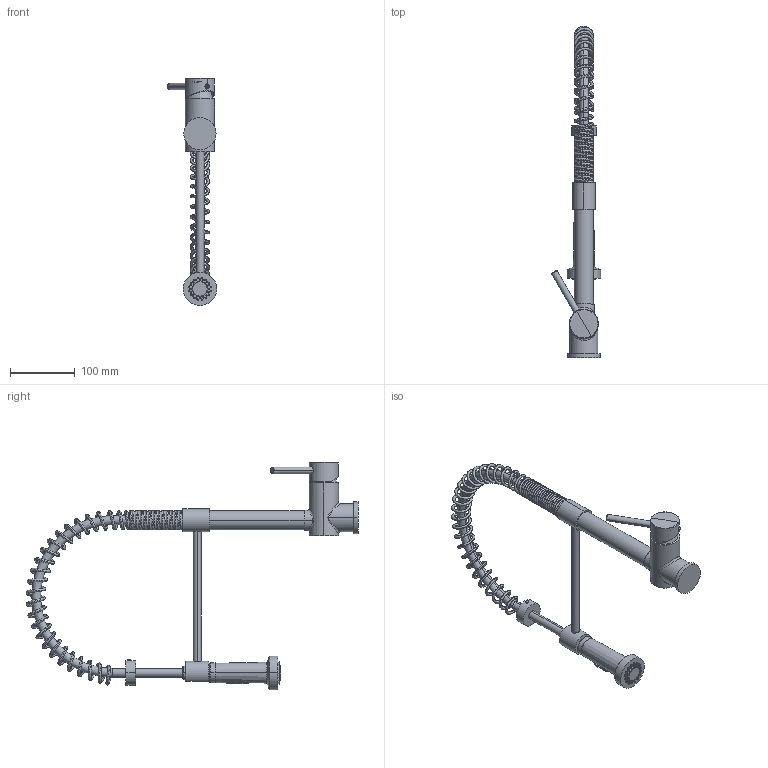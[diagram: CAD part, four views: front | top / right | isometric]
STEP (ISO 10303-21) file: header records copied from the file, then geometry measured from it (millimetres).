
FILE_DESCRIPTION((''),'2;1');
FILE_NAME('SK176CR','2021-01-19T16:22:41',('ut3'),('PAFFONI SpA'),'CREO PARAMETRIC BY PTC INC, 2020044','CREO PARAMETRIC BY PTC INC, 2020044','');
FILE_SCHEMA(('CONFIG_CONTROL_DESIGN','SHAPE_APPEARANCE_LAYERS_GROUPS'));
Length unit declared in the file: millimetre
Products named in the file (1): SK176CR
Bounding box: 75.92 x 511.13 x 349.84 mm (x, y, z)
Volume: 669386.3 mm3; surface area: 169912.3 mm2
Topology: 1 solids, 1 shells, 416 faces, 935 edges, 566 vertices
Faces by surface type: cylinder 160, plane 106, bspline 58, torus 40, cone 34, sphere 18
Entity records: 49265 total; most frequent: CARTESIAN_POINT 36878, DIRECTION 1901, ORIENTED_EDGE 1862, EDGE_CURVE 931, AXIS2_PLACEMENT_3D 810, VERTEX_POINT 566, FILL_AREA_STYLE_COLOUR 486, FILL_AREA_STYLE 486
